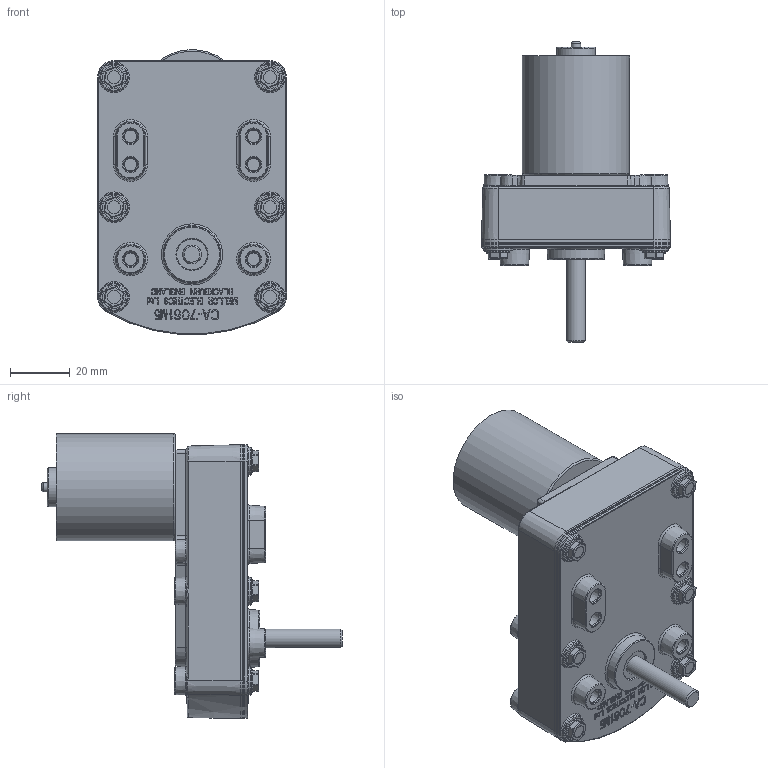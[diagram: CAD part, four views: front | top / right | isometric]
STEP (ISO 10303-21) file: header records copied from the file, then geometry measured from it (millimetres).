
FILE_DESCRIPTION(/* description */ (''),/* implementation_level */ '2;1');
FILE_NAME(/* name */ 'T6 B3640M 0.250.stp',/* time_stamp */ '2018-09-20T16:14:01+01:00',/* author */ ('lee'),/* organization */ (''),/* preprocessor_version */ 'ST-DEVELOPER v17',/* originating_system */ 'Autodesk Inventor 2019',/* authorisation */ '');
FILE_SCHEMA (('AUTOMOTIVE_DESIGN { 1 0 10303 214 3 1 1 }'));
Length unit declared in the file: millimetre
Products named in the file (13): T6 B3640M 0.250; T6  brushless DC DCB2106 - 0.250 WIDE M5; CA-7052; 0.25 bush (T2) flanged; 0.25 bush (T2); CA7061M5; brushless DC motor DCB2106; body; plug; ball race bearing; motor shaft; Screw head; SH-7032
Assembly tree (18 placements, depth 4):
  T6 B3640M 0.250
    T6  brushless DC DCB2106 - 0.250 WIDE M5
      CA-7052
      0.25 bush (T2) flanged
      0.25 bush (T2)
      CA7061M5
      brushless DC motor DCB2106
        body
        plug
        ball race bearing  x2
        motor shaft
      Screw head  x6
    SH-7032
Bounding box: 63.5 x 100.76 x 95.61 mm (x, y, z)
Volume: 91794.6 mm3; surface area: 54402.2 mm2
Topology: 16 solids, 16 shells, 2994 faces, 7938 edges, 5212 vertices
Faces by surface type: plane 2355, cylinder 271, cone 185, torus 144, sphere 24, bspline 15
Full cylindrical faces by diameter (mm): 0.969 x5, 1 x1, 2.5 x2, 3.2 x4, 4 x10, 4.267 x6, 4.318 x6, 4.5 x30, 5.6 x6, 6.262 x6, 6.35 x3, 7 x2, 7.874 x6, 8.5 x4, 9.21 x1, 10 x4, 12.7 x2, 13 x2, 14 x1, 15.85 x1, 16.103 x1, 16.42 x1, 35 x1, 36 x1
Entity records: 88980 total; most frequent: CARTESIAN_POINT 16712, ORIENTED_EDGE 15156, DIRECTION 14361, EDGE_CURVE 7578, LINE 6175, VECTOR 6175, VERTEX_POINT 5020, AXIS2_PLACEMENT_3D 4093
